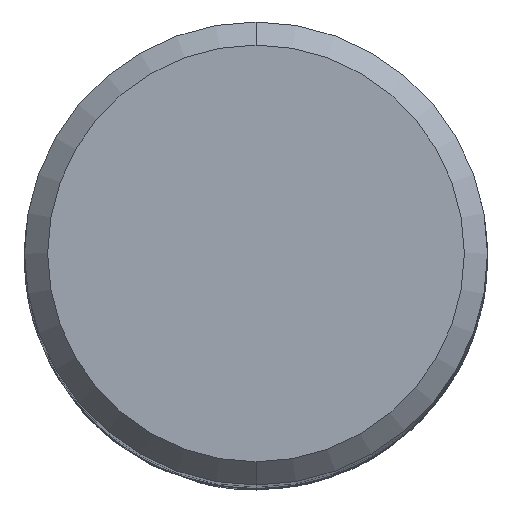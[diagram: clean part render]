
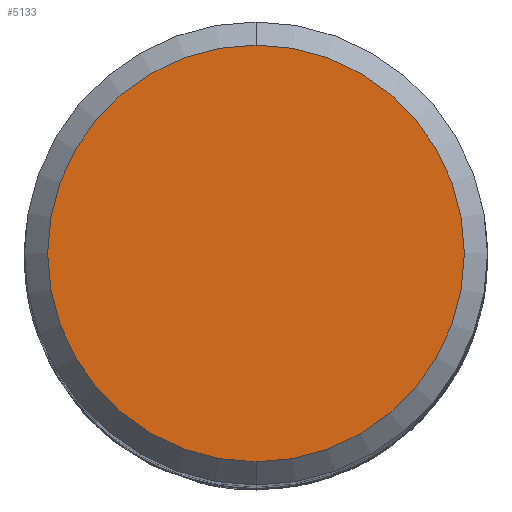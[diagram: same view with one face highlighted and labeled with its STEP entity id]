
A CAD part, top view. The second image highlights one B-rep face of the part: STEP entity #5133.
In plain terms, the highlighted planar face has unit normal (0, 0, 1).
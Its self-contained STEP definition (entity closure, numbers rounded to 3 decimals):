
#2089=VERTEX_POINT('',#5744);
#3557=VERTEX_POINT('',#7348);
#3627=EDGE_CURVE('',#3557,#2089,#7420,.T.);
#3667=EDGE_CURVE('',#2089,#3557,#7462,.T.);
#5133=ADVANCED_FACE('',(#9032),#9033,.T.);
#5744=CARTESIAN_POINT('',(0.0,9.0,0.0));
#7348=CARTESIAN_POINT('',(0.,-9.0,0.0));
#7420=CIRCLE('',#37975,9.0);
#7462=CIRCLE('',#38351,9.0);
#9032=FACE_OUTER_BOUND('',#59241,.T.);
#9033=PLANE('',#59242);
#37975=AXIS2_PLACEMENT_3D('',#69520,#69521,#69522);
#38351=AXIS2_PLACEMENT_3D('',#69541,#69542,#69543);
#59241=EDGE_LOOP('',(#71133,#71134));
#59242=AXIS2_PLACEMENT_3D('',#71135,#71136,#71137);
#69520=CARTESIAN_POINT('',(0.0,0.0,0.0));
#69521=DIRECTION('',(0.0,0.0,-1.0));
#69522=DIRECTION('',(0.0,1.0,0.0));
#69541=CARTESIAN_POINT('',(0.0,0.0,0.0));
#69542=DIRECTION('',(0.0,0.0,-1.0));
#69543=DIRECTION('',(0.0,1.0,0.0));
#71133=ORIENTED_EDGE('',*,*,#3667,.F.);
#71134=ORIENTED_EDGE('',*,*,#3627,.F.);
#71135=CARTESIAN_POINT('',(0.0,4.5,0.0));
#71136=DIRECTION('',(-0.0,0.0,1.0));
#71137=DIRECTION('',(0.0,-1.0,0.0));
